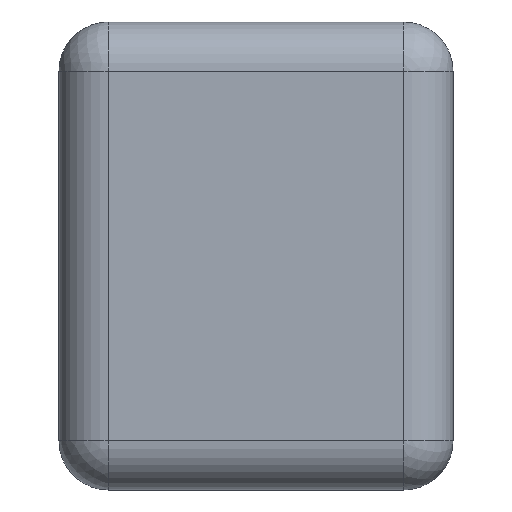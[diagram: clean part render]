
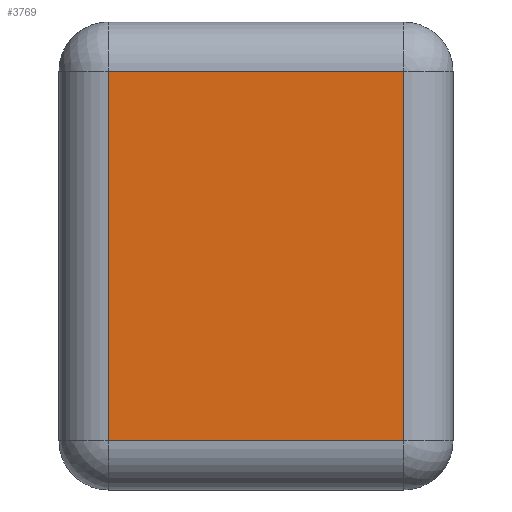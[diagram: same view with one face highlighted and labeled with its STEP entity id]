
A CAD part, left-side view. The second image highlights one B-rep face of the part: STEP entity #3769.
In plain terms, the highlighted planar face has unit normal (-1, 0, 0).
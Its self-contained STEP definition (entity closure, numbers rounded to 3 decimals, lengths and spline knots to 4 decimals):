
#179=FACE_OUTER_BOUND('',#388,.T.);
#388=EDGE_LOOP('',(#2568,#2569,#2570,#2571));
#609=LINE('',#5685,#980);
#610=LINE('',#5687,#981);
#611=LINE('',#5689,#982);
#612=LINE('',#5690,#983);
#980=VECTOR('',#4480,0.6);
#981=VECTOR('',#4481,0.75);
#982=VECTOR('',#4482,0.6);
#983=VECTOR('',#4483,0.75);
#1559=VERTEX_POINT('',#5683);
#1560=VERTEX_POINT('',#5684);
#1561=VERTEX_POINT('',#5686);
#1562=VERTEX_POINT('',#5688);
#1953=EDGE_CURVE('',#1559,#1560,#609,.T.);
#1954=EDGE_CURVE('',#1561,#1559,#610,.T.);
#1955=EDGE_CURVE('',#1562,#1561,#611,.T.);
#1956=EDGE_CURVE('',#1560,#1562,#612,.T.);
#2568=ORIENTED_EDGE('',*,*,#1953,.F.);
#2569=ORIENTED_EDGE('',*,*,#1954,.F.);
#2570=ORIENTED_EDGE('',*,*,#1955,.F.);
#2571=ORIENTED_EDGE('',*,*,#1956,.F.);
#3660=PLANE('',#3999);
#3769=ADVANCED_FACE('',(#179),#3660,.T.);
#3999=AXIS2_PLACEMENT_3D('',#5682,#4478,#4479);
#4478=DIRECTION('center_axis',(-1.,0.,0.));
#4479=DIRECTION('ref_axis',(0.,-1.,0.));
#4480=DIRECTION('',(0.,1.,0.));
#4481=DIRECTION('',(0.,0.,-1.));
#4482=DIRECTION('',(0.,-1.,0.));
#4483=DIRECTION('',(0.,0.,1.));
#5682=CARTESIAN_POINT('Origin',(-0.8,0.4,0.));
#5683=CARTESIAN_POINT('',(-0.8,-0.3,0.1));
#5684=CARTESIAN_POINT('',(-0.8,0.3,0.1));
#5685=CARTESIAN_POINT('',(-0.8,0.2,0.1));
#5686=CARTESIAN_POINT('',(-0.8,-0.3,0.85));
#5687=CARTESIAN_POINT('',(-0.8,-0.3,0.));
#5688=CARTESIAN_POINT('',(-0.8,0.3,0.85));
#5689=CARTESIAN_POINT('',(-0.8,0.2,0.85));
#5690=CARTESIAN_POINT('',(-0.8,0.3,0.));
